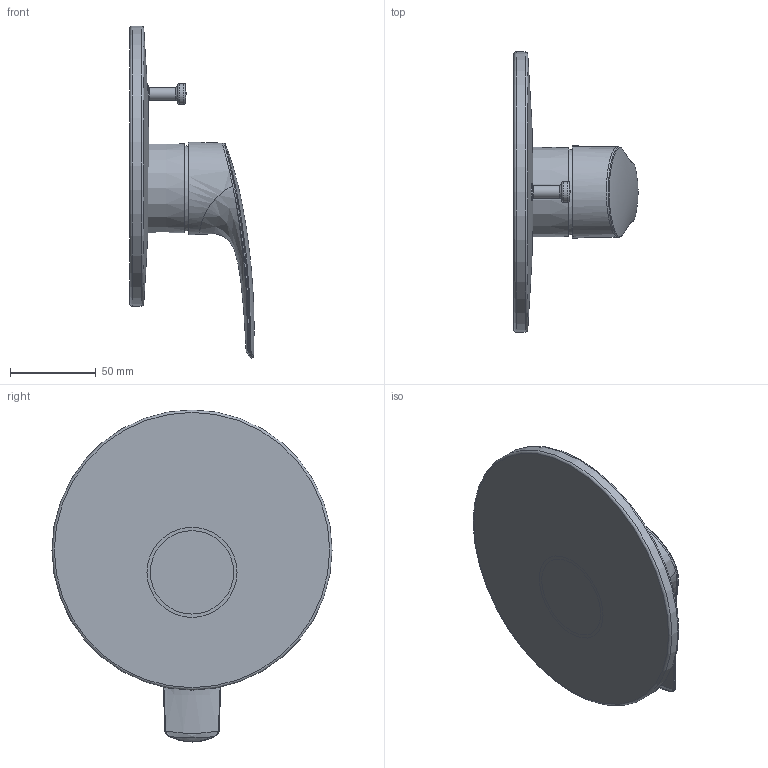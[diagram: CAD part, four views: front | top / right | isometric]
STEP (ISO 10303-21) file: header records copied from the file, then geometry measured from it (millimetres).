
FILE_DESCRIPTION(/* description */ ('Unknown'),/* implementation_level */ '2;1');
FILE_NAME(/* name */ '19450003',/* time_stamp */ '2022-09-08T05:35:15+02:00',/* author */ ('Unknown'),/* organization */ ('GROHE AG'),/* preprocessor_version */ 'ST-DEVELOPER v16.7',/* originating_system */ 'DEX',/* authorisation */ $);
FILE_SCHEMA (('AUTOMOTIVE_DESIGN {1 0 10303 214 3 1 1}'));
Length unit declared in the file: millimetre
Products named in the file (3): 19450003; id11; 1
Assembly tree (2 placements, depth 2):
  19450003
    id11
    1
Bounding box: 72.21 x 163 x 193.2 mm (x, y, z)
Volume: 77032.7 mm3; surface area: 68429.7 mm2
Topology: 1 solids, 4 shells, 56 faces, 129 edges, 73 vertices
Faces by surface type: bspline 32, torus 8, cylinder 7, plane 5, sphere 3, cone 1
Full cylindrical faces by diameter (mm): 7.5 x1, 9.8 x1, 12 x1, 163 x1
Entity records: 9844 total; most frequent: CARTESIAN_POINT 8835, ORIENTED_EDGE 193, DIRECTION 115, EDGE_CURVE 98, EDGE_LOOP 75, FACE_BOUND 75, VERTEX_POINT 66, B_SPLINE_CURVE_WITH_KNOTS 65
